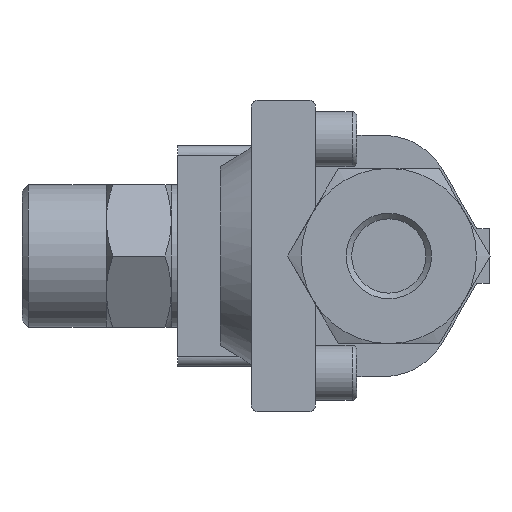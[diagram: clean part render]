
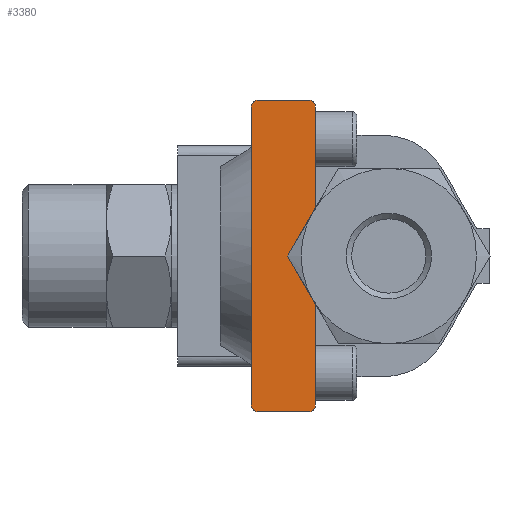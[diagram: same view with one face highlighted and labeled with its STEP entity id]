
A CAD part, left-side view. The second image highlights one B-rep face of the part: STEP entity #3380.
In plain terms, the highlighted planar face has unit normal (-1, 0, 0).
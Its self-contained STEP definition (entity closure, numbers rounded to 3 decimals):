
#66=LINE('',#4510,#234);
#97=LINE('',#4679,#265);
#99=LINE('',#4683,#267);
#140=LINE('',#4982,#308);
#141=LINE('',#4988,#309);
#145=LINE('',#5001,#313);
#146=LINE('',#5006,#314);
#234=VECTOR('',#3774,1000.);
#265=VECTOR('',#3845,1000.);
#267=VECTOR('',#3849,1000.);
#308=VECTOR('',#4038,1000.);
#309=VECTOR('',#4045,1000.);
#313=VECTOR('',#4057,1000.);
#314=VECTOR('',#4062,1000.);
#418=PLANE('',#3592);
#522=CIRCLE('',#3593,1.058);
#523=CIRCLE('',#3594,1.058);
#524=CIRCLE('',#3595,1.058);
#525=CIRCLE('',#3596,1.058);
#902=ORIENTED_EDGE('',*,*,#1434,.F.);
#903=ORIENTED_EDGE('',*,*,#1326,.T.);
#904=ORIENTED_EDGE('',*,*,#1328,.T.);
#905=ORIENTED_EDGE('',*,*,#1431,.F.);
#906=ORIENTED_EDGE('',*,*,#1440,.F.);
#907=ORIENTED_EDGE('',*,*,#1441,.F.);
#908=ORIENTED_EDGE('',*,*,#1442,.F.);
#909=ORIENTED_EDGE('',*,*,#1270,.F.);
#910=ORIENTED_EDGE('',*,*,#1443,.F.);
#911=ORIENTED_EDGE('',*,*,#1444,.F.);
#912=ORIENTED_EDGE('',*,*,#1445,.F.);
#1270=EDGE_CURVE('',#1596,#1597,#66,.T.);
#1326=EDGE_CURVE('',#1642,#1646,#97,.T.);
#1328=EDGE_CURVE('',#1646,#1647,#99,.T.);
#1431=EDGE_CURVE('',#1705,#1647,#140,.T.);
#1434=EDGE_CURVE('',#1642,#1708,#141,.T.);
#1440=EDGE_CURVE('',#1712,#1705,#522,.T.);
#1441=EDGE_CURVE('',#1713,#1712,#145,.T.);
#1442=EDGE_CURVE('',#1597,#1713,#523,.T.);
#1443=EDGE_CURVE('',#1714,#1596,#524,.T.);
#1444=EDGE_CURVE('',#1715,#1714,#146,.T.);
#1445=EDGE_CURVE('',#1708,#1715,#525,.T.);
#1596=VERTEX_POINT('',#4509);
#1597=VERTEX_POINT('',#4511);
#1642=VERTEX_POINT('',#4664);
#1646=VERTEX_POINT('',#4678);
#1647=VERTEX_POINT('',#4682);
#1705=VERTEX_POINT('',#4981);
#1708=VERTEX_POINT('',#4989);
#1712=VERTEX_POINT('',#5000);
#1713=VERTEX_POINT('',#5002);
#1714=VERTEX_POINT('',#5005);
#1715=VERTEX_POINT('',#5007);
#1934=EDGE_LOOP('',(#902,#903,#904,#905,#906,#907,#908,#909,#910,#911,#912));
#2118=FACE_BOUND('',#1934,.T.);
#3380=ADVANCED_FACE('',(#2118),#418,.F.);
#3592=AXIS2_PLACEMENT_3D('',#4998,#4053,#4054);
#3593=AXIS2_PLACEMENT_3D('',#4999,#4055,#4056);
#3594=AXIS2_PLACEMENT_3D('',#5003,#4058,#4059);
#3595=AXIS2_PLACEMENT_3D('',#5004,#4060,#4061);
#3596=AXIS2_PLACEMENT_3D('',#5008,#4063,#4064);
#3774=DIRECTION('',(0.,0.,1.));
#3845=DIRECTION('',(0.,0.5,0.866));
#3849=DIRECTION('',(0.,-0.5,0.866));
#4038=DIRECTION('',(0.,0.,-1.));
#4045=DIRECTION('',(0.,0.,-1.));
#4053=DIRECTION('',(1.,0.,0.));
#4054=DIRECTION('',(0.,0.,-1.));
#4055=DIRECTION('',(1.,0.,0.));
#4056=DIRECTION('',(0.,0.,-1.));
#4057=DIRECTION('',(0.,-1.,0.));
#4058=DIRECTION('',(1.,0.,0.));
#4059=DIRECTION('',(0.,0.,-1.));
#4060=DIRECTION('',(1.,0.,0.));
#4061=DIRECTION('',(0.,0.,-1.));
#4062=DIRECTION('',(0.,1.,0.));
#4063=DIRECTION('',(1.,0.,0.));
#4064=DIRECTION('',(0.,0.,-1.));
#4509=CARTESIAN_POINT('',(-26.784,21.158,-22.942));
#4510=CARTESIAN_POINT('',(-26.784,21.158,-22.942));
#4511=CARTESIAN_POINT('',(-26.784,21.158,22.942));
#4664=CARTESIAN_POINT('',(-26.784,11.284,-7.455));
#4678=CARTESIAN_POINT('',(-26.784,15.588,0.));
#4679=CARTESIAN_POINT('',(-26.784,15.588,0.));
#4682=CARTESIAN_POINT('',(-26.784,11.284,7.455));
#4683=CARTESIAN_POINT('',(-26.784,7.794,13.5));
#4981=CARTESIAN_POINT('',(-26.784,11.284,22.942));
#4982=CARTESIAN_POINT('',(-26.784,11.284,22.942));
#4988=CARTESIAN_POINT('',(-26.784,11.284,22.942));
#4989=CARTESIAN_POINT('',(-26.784,11.284,-22.942));
#4998=CARTESIAN_POINT('',(-26.784,20.1,22.942));
#4999=CARTESIAN_POINT('',(-26.784,12.342,22.942));
#5000=CARTESIAN_POINT('',(-26.784,12.342,24.));
#5001=CARTESIAN_POINT('',(-26.784,20.1,24.));
#5002=CARTESIAN_POINT('',(-26.784,20.1,24.));
#5003=CARTESIAN_POINT('',(-26.784,20.1,22.942));
#5004=CARTESIAN_POINT('',(-26.784,20.1,-22.942));
#5005=CARTESIAN_POINT('',(-26.784,20.1,-24.));
#5006=CARTESIAN_POINT('',(-26.784,12.342,-24.));
#5007=CARTESIAN_POINT('',(-26.784,12.342,-24.));
#5008=CARTESIAN_POINT('',(-26.784,12.342,-22.942));
